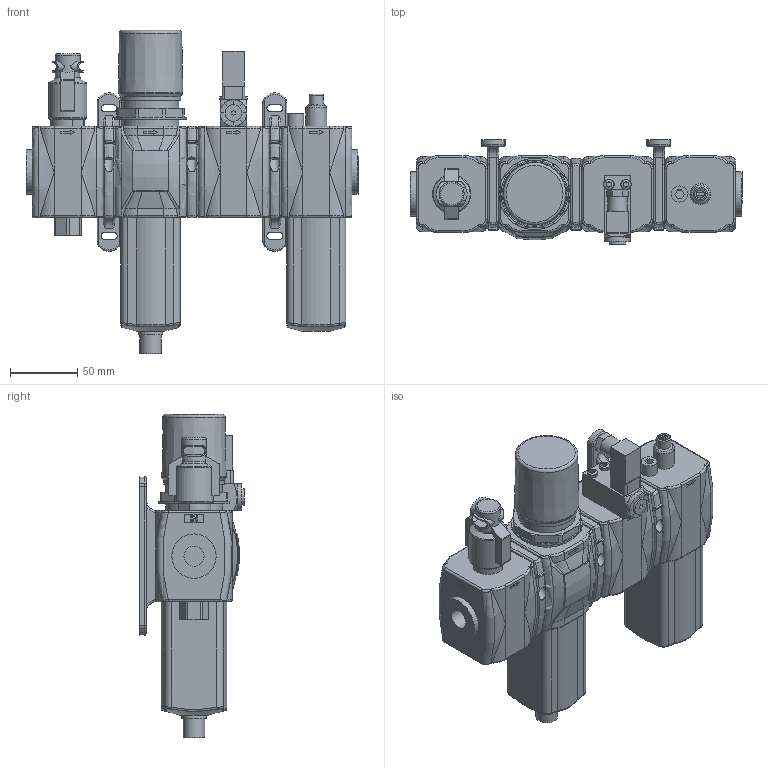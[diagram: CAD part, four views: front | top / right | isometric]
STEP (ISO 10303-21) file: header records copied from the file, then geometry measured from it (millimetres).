
FILE_DESCRIPTION(/* description */ ('Unknown'),/* implementation_level */ '2;1');
FILE_NAME(/* name */ 'GN172BVR@',/* time_stamp */ '2018-10-15T09:48:21-04:00',/* author */ ('Unknown'),/* organization */ ('Unknown'),/* preprocessor_version */ 'ST-DEVELOPER v16.7',/* originating_system */ 'DEX',/* authorisation */ $);
FILE_SCHEMA (('AUTOMOTIVE_DESIGN {1 0 10303 214 3 1 1}'));
Length unit declared in the file: millimetre
Products named in the file (7): GN172BVR; #172BVL; T172Y; #172BEM##; T172X; T172BPP; #172BL#
Assembly tree (7 placements, depth 2):
  GN172BVR
    #172BVL
    T172Y  x2
    #172BEM##
    T172X
    T172BPP
    #172BL#
Bounding box: 247.1 x 78 x 240.6 mm (x, y, z)
Volume: 1432088.2 mm3; surface area: 180411.4 mm2
Topology: 8 solids, 9 shells, 1085 faces, 2639 edges, 1649 vertices
Faces by surface type: plane 522, cylinder 252, bspline 187, torus 88, cone 22, sphere 14
Full cylindrical faces by diameter (mm): 1.5 x1, 2 x1, 4.5 x1, 5.3 x1, 5.6 x1, 6 x1, 6.5 x1, 7.5 x3, 7.8 x2, 10.5 x1, 12 x2, 12.5 x1, 14.5 x1, 14.95 x10, 15.5 x1, 16 x1, 18 x1, 18.5 x1, 19 x4, 19.5 x1, 23 x4, 28.5 x1, 33 x11, 42 x2, 43 x1, 45 x1, 53 x1
Entity records: 39856 total; most frequent: CARTESIAN_POINT 11512, ORIENTED_EDGE 4712, DIRECTION 3967, EDGE_CURVE 2356, VERTEX_POINT 1528, AXIS2_PLACEMENT_3D 1360, LINE 1247, VECTOR 1247
